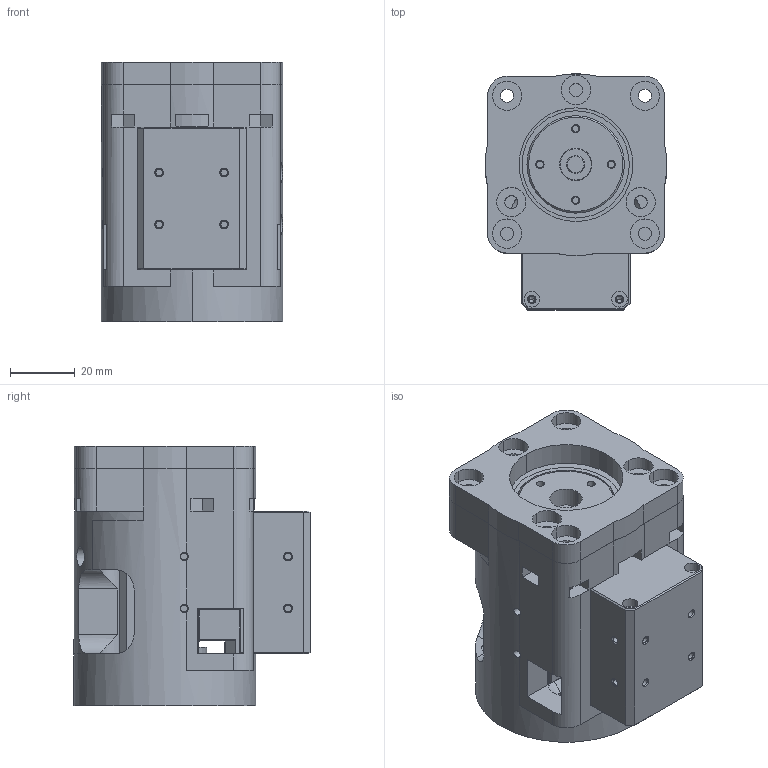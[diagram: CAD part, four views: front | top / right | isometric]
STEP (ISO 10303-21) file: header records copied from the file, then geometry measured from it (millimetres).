
FILE_DESCRIPTION((''),'2;1');
FILE_NAME('OBMP-FAM-A-1000_ASM','2023-10-11T17:32:10',('ccha425'),('Department of Mechanical Engineering, The University of Auckland'),'CREO PARAMETRIC BY PTC INC, 2017260','CREO PARAMETRIC BY PTC INC, 2017260','');
FILE_SCHEMA(('CONFIG_CONTROL_DESIGN'));
Length unit declared in the file: millimetre
Products named in the file (6): OBMP-FAM-A-1100; XM-540_IDLE; OBMP-FAM-A-1110; 6806-ZZ-30X42X7_BEARING; OBMP-FAM-A-1120; OBMP-FAM-A-1000_ASM
Assembly tree (5 placements, depth 2):
  OBMP-FAM-A-1000_ASM
    OBMP-FAM-A-1100
    XM-540_IDLE
    OBMP-FAM-A-1110
    6806-ZZ-30X42X7_BEARING
    OBMP-FAM-A-1120
Bounding box: 56 x 72.65 x 80 mm (x, y, z)
Volume: 189989.5 mm3; surface area: 59787.8 mm2
Topology: 5 solids, 5 shells, 699 faces, 1718 edges, 1077 vertices
Faces by surface type: cylinder 319, plane 250, cone 118, torus 8, bspline 4
Entity records: 21262 total; most frequent: CARTESIAN_POINT 3994, DIRECTION 3834, ORIENTED_EDGE 3404, EDGE_CURVE 1702, AXIS2_PLACEMENT_3D 1486, VERTEX_POINT 1077, VECTOR 862, LINE 862
